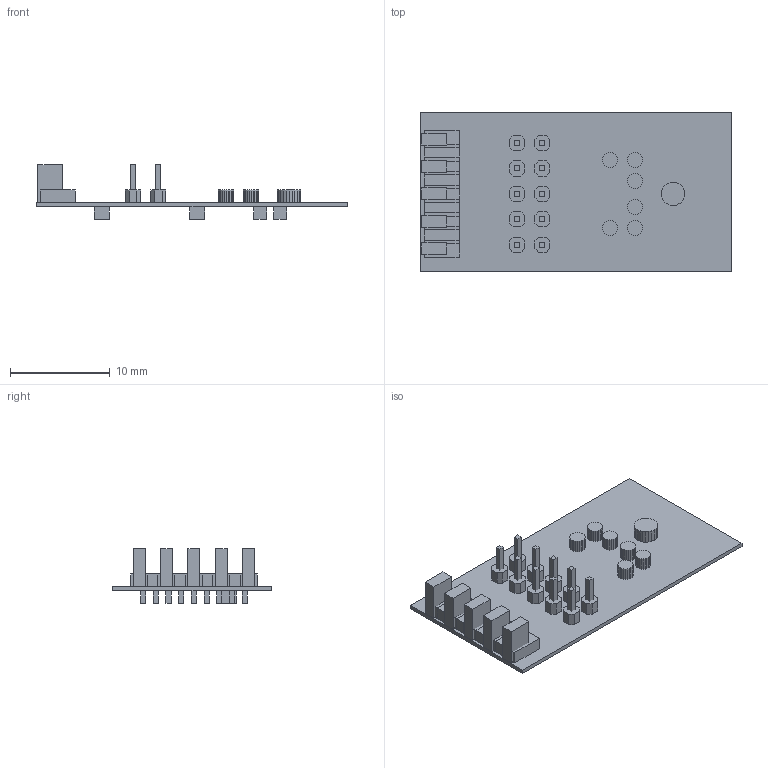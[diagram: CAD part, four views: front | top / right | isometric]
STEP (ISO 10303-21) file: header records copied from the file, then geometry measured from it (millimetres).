
FILE_DESCRIPTION(('Open CASCADE Model'),'2;1');
FILE_NAME('Open CASCADE Shape Model','2020-12-23T08:08:38',('Author'),( 'Open CASCADE'),'Open CASCADE STEP processor 6.8','Open CASCADE 6.8' ,'Unknown');
FILE_SCHEMA(('AUTOMOTIVE_DESIGN { 1 0 10303 214 1 1 1 1 }'));
Length unit declared in the file: millimetre
Products named in the file (24): PCB; Board; Open CASCADE STEP translator 6.8 1.1.1; SV1; 5691100832; Extruded; 5691098832; CON2; 6228917072; 6228916592; IC1; 6228915312; CON1; 6228910672; 6228908192; C1; 6228906752
Assembly tree (76 placements, depth 4):
  PCB
    Board
      Open CASCADE STEP translator 6.8 1.1.1
    SV1
      5691100832  x10
        Extruded
      5691098832  x10
        Extruded
    CON2
      6228917072
        Extruded
      6228916592  x6
        Extruded
    IC1
      6228915312  x18
        Extruded
    CON1
      6228910672  x9
        Extruded
      6228908192  x5
        Extruded
    C1
      6228906752  x2
        Extruded
Bounding box: 31.11 x 15.88 x 5.49 mm (x, y, z)
Volume: 399.4 mm3; surface area: 1824.3 mm2
Topology: 62 solids, 62 shells, 569 faces, 1335 edges, 890 vertices
Faces by surface type: plane 552, cylinder 17
Full cylindrical faces by diameter (mm): 0.914 x10, 1.016 x6, 2.311 x1
Entity records: 4411 total; most frequent: DIRECTION 709, CARTESIAN_POINT 677, ORIENTED_EDGE 582, EDGE_CURVE 291, LINE 257, VECTOR 257, AXIS2_PLACEMENT_3D 226, VERTEX_POINT 194
